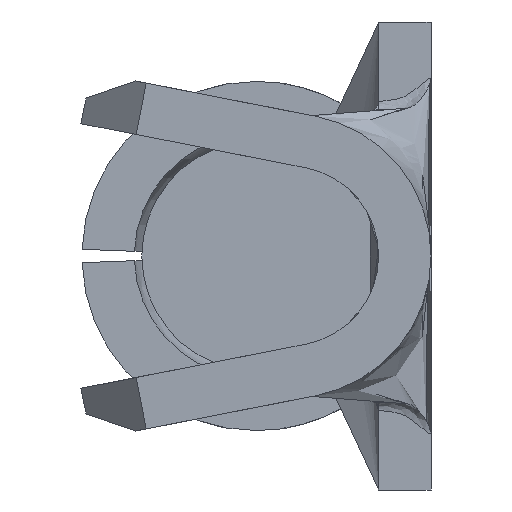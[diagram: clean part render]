
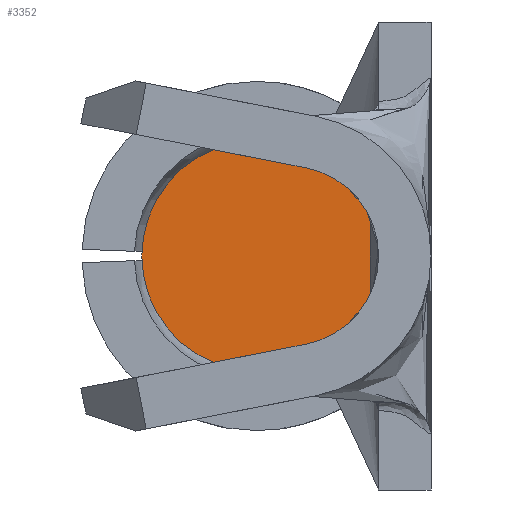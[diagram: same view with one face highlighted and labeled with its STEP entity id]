
A CAD part, left-side view. The second image highlights one B-rep face of the part: STEP entity #3352.
In plain terms, the highlighted planar face has unit normal (-1, 0, 0).
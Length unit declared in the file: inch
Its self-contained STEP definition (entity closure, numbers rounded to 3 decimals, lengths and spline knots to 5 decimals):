
#50 = FACE_OUTER_BOUND ( 'NONE', #3404, .T. ) ;
#90 = CARTESIAN_POINT ( 'NONE',  ( -0.811, -0.05399, 0.02892 ) ) ;
#203 = AXIS2_PLACEMENT_3D ( 'NONE', #2848, #341, #3264 ) ;
#272 = AXIS2_PLACEMENT_3D ( 'NONE', #2455, #5399, #2898 ) ;
#291 = DIRECTION ( 'NONE',  ( 0., -1., 0. ) ) ;
#341 = DIRECTION ( 'NONE',  ( 1., 0., 0. ) ) ;
#364 = VERTEX_POINT ( 'NONE', #4196 ) ;
#397 = EDGE_CURVE ( 'NONE', #1082, #5092, #4824, .T. ) ;
#498 = DIRECTION ( 'NONE',  ( 0., 0.882, -0.472 ) ) ;
#589 = ORIENTED_EDGE ( 'NONE', *, *, #2648, .T. ) ;
#619 = PLANE ( 'NONE',  #2766 ) ;
#702 = LINE ( 'NONE', #90, #2799 ) ;
#716 = CARTESIAN_POINT ( 'NONE',  ( -0.811, -0.05212, 0.03218 ) ) ;
#779 = AXIS2_PLACEMENT_3D ( 'NONE', #4479, #1975, #4907 ) ;
#806 = ORIENTED_EDGE ( 'NONE', *, *, #4905, .T. ) ;
#882 = EDGE_CURVE ( 'NONE', #364, #5237, #1626, .T. ) ;
#1082 = VERTEX_POINT ( 'NONE', #3527 ) ;
#1139 = AXIS2_PLACEMENT_3D ( 'NONE', #1211, #4120, #1631 ) ;
#1155 = EDGE_CURVE ( 'NONE', #3110, #4182, #5157, .T. ) ;
#1211 = CARTESIAN_POINT ( 'NONE',  ( -0.811, 0., 0. ) ) ;
#1319 = ORIENTED_EDGE ( 'NONE', *, *, #882, .T. ) ;
#1324 = ORIENTED_EDGE ( 'NONE', *, *, #4014, .T. ) ;
#1458 = DIRECTION ( 'NONE',  ( -1., 0., 0. ) ) ;
#1583 = AXIS2_PLACEMENT_3D ( 'NONE', #5289, #2789, #291 ) ;
#1626 = LINE ( 'NONE', #4842, #2736 ) ;
#1631 = DIRECTION ( 'NONE',  ( 0., -1., 0. ) ) ;
#1638 = ORIENTED_EDGE ( 'NONE', *, *, #5089, .T. ) ;
#1852 = ORIENTED_EDGE ( 'NONE', *, *, #1155, .T. ) ;
#1975 = DIRECTION ( 'NONE',  ( 1., 0., 0. ) ) ;
#2455 = CARTESIAN_POINT ( 'NONE',  ( -0.811, 0., 0. ) ) ;
#2648 = EDGE_CURVE ( 'NONE', #5237, #3110, #3496, .T. ) ;
#2688 = CIRCLE ( 'NONE', #779, 0.004 ) ;
#2736 = VECTOR ( 'NONE', #4002, 39.37008 ) ;
#2766 = AXIS2_PLACEMENT_3D ( 'NONE', #3545, #1458, #4371 ) ;
#2789 = DIRECTION ( 'NONE',  ( -1., 0., 0. ) ) ;
#2799 = VECTOR ( 'NONE', #498, 39.37008 ) ;
#2848 = CARTESIAN_POINT ( 'NONE',  ( -0.811, -0.05552, 0.03428 ) ) ;
#2898 = DIRECTION ( 'NONE',  ( 0., -1., 0. ) ) ;
#2969 = VERTEX_POINT ( 'NONE', #5290 ) ;
#3110 = VERTEX_POINT ( 'NONE', #3346 ) ;
#3264 = DIRECTION ( 'NONE',  ( 0., -1., 0. ) ) ;
#3346 = CARTESIAN_POINT ( 'NONE',  ( -0.811, -0.07925, 0. ) ) ;
#3352 = ADVANCED_FACE ( 'NONE', ( #50 ), #619, .T. ) ;
#3404 = EDGE_LOOP ( 'NONE', ( #806, #1638, #1319, #589, #1852, #1324, #5309 ) ) ;
#3496 = CIRCLE ( 'NONE', #272, 0.07925 ) ;
#3527 = CARTESIAN_POINT ( 'NONE',  ( -0.811, -0.05741, 0.03075 ) ) ;
#3545 = CARTESIAN_POINT ( 'NONE',  ( -0.811, 0., 0. ) ) ;
#4002 = DIRECTION ( 'NONE',  ( 0., -0.882, -0.472 ) ) ;
#4014 = EDGE_CURVE ( 'NONE', #4182, #1082, #702, .T. ) ;
#4120 = DIRECTION ( 'NONE',  ( -1., 0., 0. ) ) ;
#4160 = CARTESIAN_POINT ( 'NONE',  ( -0.811, -0.06986, -0.03742 ) ) ;
#4182 = VERTEX_POINT ( 'NONE', #5217 ) ;
#4196 = CARTESIAN_POINT ( 'NONE',  ( -0.811, -0.05741, -0.03075 ) ) ;
#4371 = DIRECTION ( 'NONE',  ( 0., -1., 0. ) ) ;
#4442 = CIRCLE ( 'NONE', #1583, 0.06125 ) ;
#4479 = CARTESIAN_POINT ( 'NONE',  ( -0.811, -0.05552, -0.03428 ) ) ;
#4824 = CIRCLE ( 'NONE', #203, 0.004 ) ;
#4842 = CARTESIAN_POINT ( 'NONE',  ( -0.811, -0.05399, -0.02892 ) ) ;
#4905 = EDGE_CURVE ( 'NONE', #5092, #2969, #4442, .T. ) ;
#4907 = DIRECTION ( 'NONE',  ( 0., -1., 0. ) ) ;
#5089 = EDGE_CURVE ( 'NONE', #2969, #364, #2688, .T. ) ;
#5092 = VERTEX_POINT ( 'NONE', #716 ) ;
#5157 = CIRCLE ( 'NONE', #1139, 0.07925 ) ;
#5217 = CARTESIAN_POINT ( 'NONE',  ( -0.811, -0.06986, 0.03742 ) ) ;
#5237 = VERTEX_POINT ( 'NONE', #4160 ) ;
#5289 = CARTESIAN_POINT ( 'NONE',  ( -0.811, 0., 0. ) ) ;
#5290 = CARTESIAN_POINT ( 'NONE',  ( -0.811, -0.05212, -0.03218 ) ) ;
#5309 = ORIENTED_EDGE ( 'NONE', *, *, #397, .T. ) ;
#5399 = DIRECTION ( 'NONE',  ( -1., 0., 0. ) ) ;
